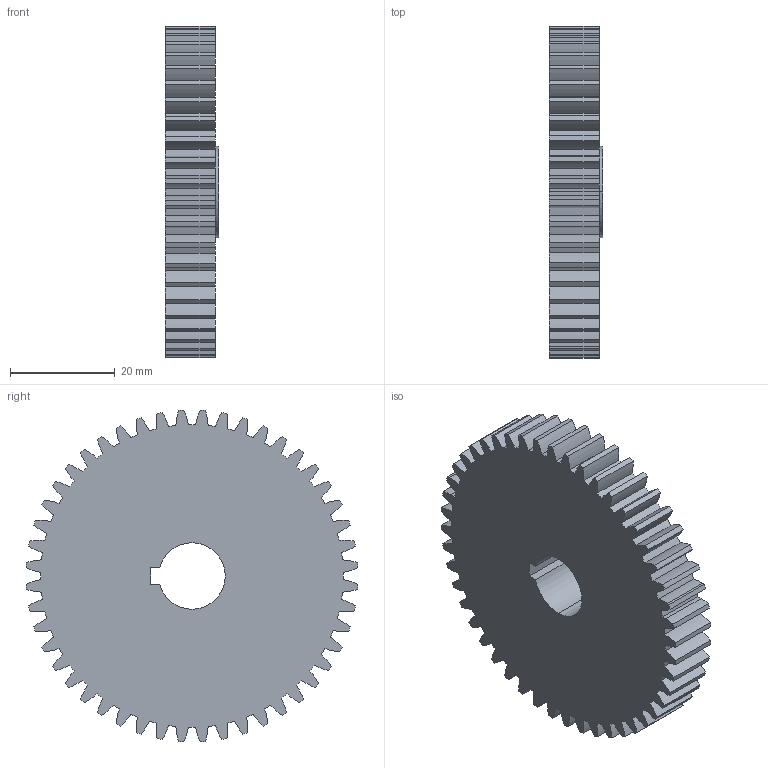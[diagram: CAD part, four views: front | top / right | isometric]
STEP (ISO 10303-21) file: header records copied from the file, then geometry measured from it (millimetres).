
FILE_DESCRIPTION (( 'STEP AP203' ), '1' );
FILE_NAME ('48.round500.AM.STEP', '2014-06-22T03:31:44', ( '' ), ( '' ), 'SwSTEP 2.0', 'SolidWorks 2013', '' );
FILE_SCHEMA (( 'CONFIG_CONTROL_DESIGN' ));
Length unit declared in the file: inch
Products named in the file (1): 48.round500.AM
Bounding box: 10.16 x 63.42 x 63.42 mm (x, y, z)
Volume: 26198.9 mm3; surface area: 9752.2 mm2
Topology: 1 solids, 1 shells, 208 faces, 615 edges, 410 vertices
Faces by surface type: cylinder 202, plane 6
Entity records: 7286 total; most frequent: DIRECTION 1437, CARTESIAN_POINT 1234, ORIENTED_EDGE 1230, EDGE_CURVE 615, AXIS2_PLACEMENT_3D 613, VERTEX_POINT 410, CIRCLE 404, LINE 211
